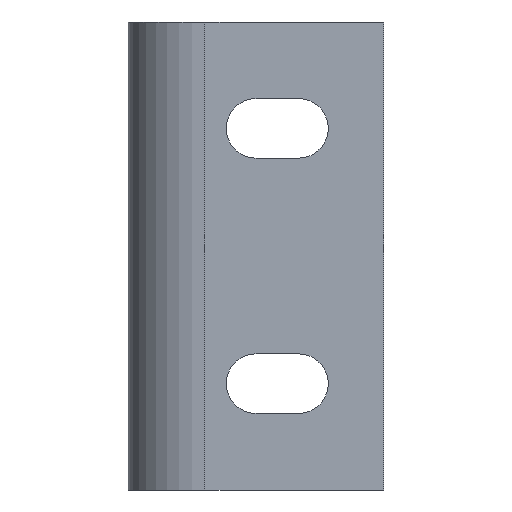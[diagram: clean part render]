
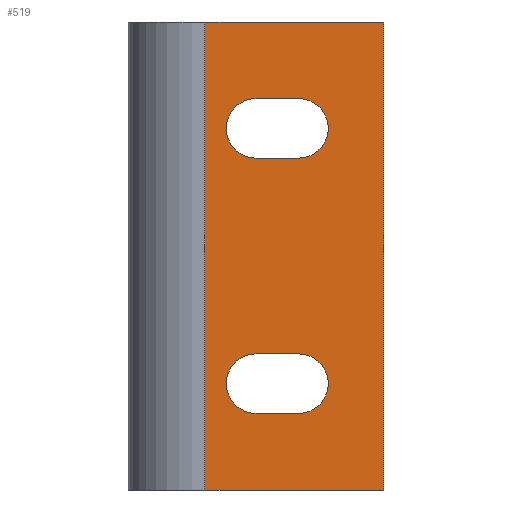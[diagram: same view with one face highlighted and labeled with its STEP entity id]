
A CAD part, front view. The second image highlights one B-rep face of the part: STEP entity #519.
In plain terms, the highlighted planar face has unit normal (0, -1, 0).
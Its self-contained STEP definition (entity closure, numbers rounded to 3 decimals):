
#19=FACE_BOUND('',#92,.T.);
#20=FACE_BOUND('',#93,.T.);
#36=PLANE('',#566);
#61=FACE_OUTER_BOUND('',#91,.T.);
#91=EDGE_LOOP('',(#451,#452,#453,#454));
#92=EDGE_LOOP('',(#455,#456,#457,#458));
#93=EDGE_LOOP('',(#459,#460,#461,#462));
#101=LINE('',#729,#153);
#105=LINE('',#740,#157);
#125=LINE('',#801,#177);
#129=LINE('',#812,#181);
#136=LINE('',#829,#188);
#146=LINE('',#852,#198);
#147=LINE('',#855,#199);
#148=LINE('',#856,#200);
#153=VECTOR('',#583,5.);
#157=VECTOR('',#595,5.);
#177=VECTOR('',#655,5.);
#181=VECTOR('',#667,5.);
#188=VECTOR('',#678,21.);
#198=VECTOR('',#702,55.);
#199=VECTOR('',#705,21.);
#200=VECTOR('',#706,55.);
#203=CIRCLE('',#526,3.5);
#205=CIRCLE('',#530,3.5);
#215=CIRCLE('',#550,3.5);
#217=CIRCLE('',#554,3.5);
#223=VERTEX_POINT('',#719);
#224=VERTEX_POINT('',#720);
#227=VERTEX_POINT('',#728);
#229=VERTEX_POINT('',#734);
#247=VERTEX_POINT('',#791);
#248=VERTEX_POINT('',#792);
#251=VERTEX_POINT('',#800);
#253=VERTEX_POINT('',#806);
#261=VERTEX_POINT('',#826);
#262=VERTEX_POINT('',#828);
#268=VERTEX_POINT('',#850);
#269=VERTEX_POINT('',#854);
#271=EDGE_CURVE('',#223,#224,#203,.T.);
#275=EDGE_CURVE('',#224,#227,#101,.T.);
#278=EDGE_CURVE('',#227,#229,#205,.T.);
#281=EDGE_CURVE('',#229,#223,#105,.T.);
#307=EDGE_CURVE('',#247,#248,#215,.T.);
#311=EDGE_CURVE('',#248,#251,#125,.T.);
#314=EDGE_CURVE('',#251,#253,#217,.T.);
#317=EDGE_CURVE('',#253,#247,#129,.T.);
#325=EDGE_CURVE('',#261,#262,#136,.T.);
#337=EDGE_CURVE('',#261,#268,#146,.T.);
#338=EDGE_CURVE('',#269,#268,#147,.T.);
#339=EDGE_CURVE('',#262,#269,#148,.T.);
#451=ORIENTED_EDGE('',*,*,#337,.T.);
#452=ORIENTED_EDGE('',*,*,#338,.F.);
#453=ORIENTED_EDGE('',*,*,#339,.F.);
#454=ORIENTED_EDGE('',*,*,#325,.F.);
#455=ORIENTED_EDGE('',*,*,#278,.T.);
#456=ORIENTED_EDGE('',*,*,#281,.T.);
#457=ORIENTED_EDGE('',*,*,#271,.T.);
#458=ORIENTED_EDGE('',*,*,#275,.T.);
#459=ORIENTED_EDGE('',*,*,#314,.T.);
#460=ORIENTED_EDGE('',*,*,#317,.T.);
#461=ORIENTED_EDGE('',*,*,#307,.T.);
#462=ORIENTED_EDGE('',*,*,#311,.T.);
#519=ADVANCED_FACE('',(#61,#19,#20),#36,.T.);
#526=AXIS2_PLACEMENT_3D('',#721,#575,#576);
#530=AXIS2_PLACEMENT_3D('',#735,#588,#589);
#550=AXIS2_PLACEMENT_3D('',#793,#647,#648);
#554=AXIS2_PLACEMENT_3D('',#807,#660,#661);
#566=AXIS2_PLACEMENT_3D('',#853,#703,#704);
#575=DIRECTION('center_axis',(0.,1.,0.));
#576=DIRECTION('ref_axis',(0.,0.,1.));
#583=DIRECTION('',(-1.,0.,0.));
#588=DIRECTION('center_axis',(0.,1.,0.));
#589=DIRECTION('ref_axis',(0.,0.,-1.));
#595=DIRECTION('',(1.,0.,0.));
#647=DIRECTION('center_axis',(0.,1.,0.));
#648=DIRECTION('ref_axis',(0.,0.,-1.));
#655=DIRECTION('',(-1.,0.,0.));
#660=DIRECTION('center_axis',(0.,1.,0.));
#661=DIRECTION('ref_axis',(0.,0.,1.));
#667=DIRECTION('',(1.,0.,0.));
#678=DIRECTION('',(-1.,0.,0.));
#702=DIRECTION('',(0.,0.,1.));
#703=DIRECTION('center_axis',(0.,-1.,0.));
#704=DIRECTION('ref_axis',(1.,0.,0.));
#705=DIRECTION('',(1.,0.,0.));
#706=DIRECTION('',(0.,0.,1.));
#719=CARTESIAN_POINT('',(20.,0.,-11.5));
#720=CARTESIAN_POINT('',(20.,0.,-18.5));
#721=CARTESIAN_POINT('Origin',(20.,0.,-15.));
#728=CARTESIAN_POINT('',(15.,0.,-18.5));
#729=CARTESIAN_POINT('',(14.5,0.,-18.5));
#734=CARTESIAN_POINT('',(15.,0.,-11.5));
#735=CARTESIAN_POINT('Origin',(15.,0.,-15.));
#740=CARTESIAN_POINT('',(12.,0.,-11.5));
#791=CARTESIAN_POINT('',(20.,0.,18.5));
#792=CARTESIAN_POINT('',(20.,0.,11.5));
#793=CARTESIAN_POINT('Origin',(20.,0.,15.));
#800=CARTESIAN_POINT('',(15.,0.,11.5));
#801=CARTESIAN_POINT('',(12.,0.,11.5));
#806=CARTESIAN_POINT('',(15.,0.,18.5));
#807=CARTESIAN_POINT('Origin',(15.,0.,15.));
#812=CARTESIAN_POINT('',(14.5,0.,18.5));
#826=CARTESIAN_POINT('',(30.,0.,-27.5));
#828=CARTESIAN_POINT('',(9.,0.,-27.5));
#829=CARTESIAN_POINT('',(9.,0.,-27.5));
#850=CARTESIAN_POINT('',(30.,0.,27.5));
#852=CARTESIAN_POINT('',(30.,0.,0.));
#853=CARTESIAN_POINT('Origin',(9.,0.,0.));
#854=CARTESIAN_POINT('',(9.,0.,27.5));
#855=CARTESIAN_POINT('',(9.,0.,27.5));
#856=CARTESIAN_POINT('',(9.,0.,0.));
